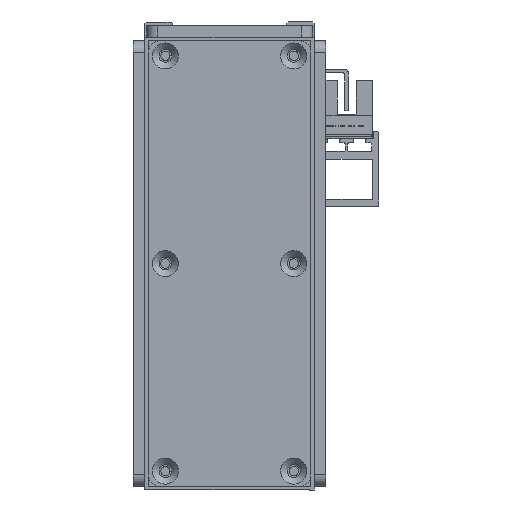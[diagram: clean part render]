
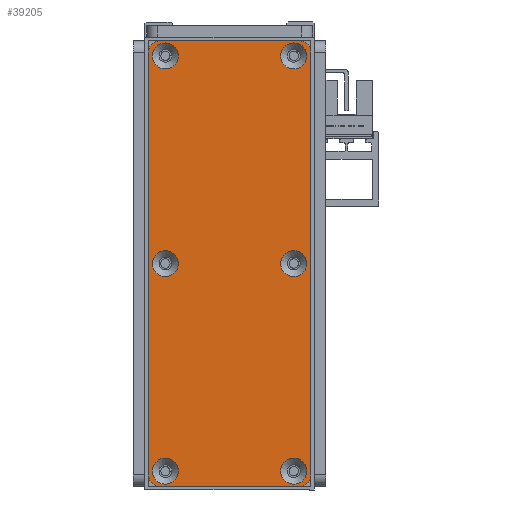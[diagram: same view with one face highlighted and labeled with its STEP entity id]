
A CAD part, front view. The second image highlights one B-rep face of the part: STEP entity #39205.
In plain terms, the highlighted face is planar.
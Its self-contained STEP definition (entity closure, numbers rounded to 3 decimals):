
#643=FACE_BOUND('',#5674,.T.);
#644=FACE_BOUND('',#5675,.T.);
#645=FACE_BOUND('',#5676,.T.);
#646=FACE_BOUND('',#5677,.T.);
#647=FACE_BOUND('',#5678,.T.);
#648=FACE_BOUND('',#5679,.T.);
#1241=PLANE('',#42320);
#3365=FACE_OUTER_BOUND('',#5673,.T.);
#5673=EDGE_LOOP('',(#31099,#31100,#31101,#31102,#31103,#31104,#31105,#31106));
#5674=EDGE_LOOP('',(#31107));
#5675=EDGE_LOOP('',(#31108));
#5676=EDGE_LOOP('',(#31109));
#5677=EDGE_LOOP('',(#31110));
#5678=EDGE_LOOP('',(#31111));
#5679=EDGE_LOOP('',(#31112));
#8472=LINE('',#60611,#13063);
#8476=LINE('',#60623,#13067);
#8480=LINE('',#60635,#13071);
#8484=LINE('',#60645,#13075);
#13063=VECTOR('',#48384,10.);
#13067=VECTOR('',#48396,10.);
#13071=VECTOR('',#48408,10.);
#13075=VECTOR('',#48420,10.);
#16891=CIRCLE('',#42274,3.45);
#16894=CIRCLE('',#42279,3.45);
#16897=CIRCLE('',#42284,3.45);
#16900=CIRCLE('',#42289,3.45);
#16903=CIRCLE('',#42294,3.45);
#16906=CIRCLE('',#42299,3.45);
#16910=CIRCLE('',#42305,3.);
#16912=CIRCLE('',#42309,3.);
#16914=CIRCLE('',#42313,3.);
#16916=CIRCLE('',#42317,3.);
#18636=VERTEX_POINT('',#60539);
#18639=VERTEX_POINT('',#60549);
#18642=VERTEX_POINT('',#60559);
#18645=VERTEX_POINT('',#60569);
#18648=VERTEX_POINT('',#60579);
#18651=VERTEX_POINT('',#60589);
#18656=VERTEX_POINT('',#60602);
#18657=VERTEX_POINT('',#60604);
#18659=VERTEX_POINT('',#60610);
#18661=VERTEX_POINT('',#60616);
#18663=VERTEX_POINT('',#60622);
#18665=VERTEX_POINT('',#60628);
#18667=VERTEX_POINT('',#60634);
#18669=VERTEX_POINT('',#60640);
#23134=EDGE_CURVE('',#18636,#18636,#16891,.T.);
#23139=EDGE_CURVE('',#18639,#18639,#16894,.T.);
#23144=EDGE_CURVE('',#18642,#18642,#16897,.T.);
#23149=EDGE_CURVE('',#18645,#18645,#16900,.T.);
#23154=EDGE_CURVE('',#18648,#18648,#16903,.T.);
#23159=EDGE_CURVE('',#18651,#18651,#16906,.T.);
#23166=EDGE_CURVE('',#18657,#18656,#16910,.T.);
#23169=EDGE_CURVE('',#18659,#18657,#8472,.T.);
#23172=EDGE_CURVE('',#18661,#18659,#16912,.T.);
#23175=EDGE_CURVE('',#18663,#18661,#8476,.T.);
#23178=EDGE_CURVE('',#18665,#18663,#16914,.T.);
#23181=EDGE_CURVE('',#18667,#18665,#8480,.T.);
#23184=EDGE_CURVE('',#18669,#18667,#16916,.T.);
#23187=EDGE_CURVE('',#18656,#18669,#8484,.T.);
#31099=ORIENTED_EDGE('',*,*,#23187,.T.);
#31100=ORIENTED_EDGE('',*,*,#23184,.T.);
#31101=ORIENTED_EDGE('',*,*,#23181,.T.);
#31102=ORIENTED_EDGE('',*,*,#23178,.T.);
#31103=ORIENTED_EDGE('',*,*,#23175,.T.);
#31104=ORIENTED_EDGE('',*,*,#23172,.T.);
#31105=ORIENTED_EDGE('',*,*,#23169,.T.);
#31106=ORIENTED_EDGE('',*,*,#23166,.T.);
#31107=ORIENTED_EDGE('',*,*,#23134,.T.);
#31108=ORIENTED_EDGE('',*,*,#23139,.T.);
#31109=ORIENTED_EDGE('',*,*,#23144,.T.);
#31110=ORIENTED_EDGE('',*,*,#23149,.T.);
#31111=ORIENTED_EDGE('',*,*,#23154,.T.);
#31112=ORIENTED_EDGE('',*,*,#23159,.T.);
#39205=ADVANCED_FACE('',(#3365,#643,#644,#645,#646,#647,#648),#1241,.T.);
#42274=AXIS2_PLACEMENT_3D('',#60540,#48303,#48304);
#42279=AXIS2_PLACEMENT_3D('',#60550,#48315,#48316);
#42284=AXIS2_PLACEMENT_3D('',#60560,#48327,#48328);
#42289=AXIS2_PLACEMENT_3D('',#60570,#48339,#48340);
#42294=AXIS2_PLACEMENT_3D('',#60580,#48351,#48352);
#42299=AXIS2_PLACEMENT_3D('',#60590,#48363,#48364);
#42305=AXIS2_PLACEMENT_3D('',#60605,#48378,#48379);
#42309=AXIS2_PLACEMENT_3D('',#60617,#48390,#48391);
#42313=AXIS2_PLACEMENT_3D('',#60629,#48402,#48403);
#42317=AXIS2_PLACEMENT_3D('',#60641,#48414,#48415);
#42320=AXIS2_PLACEMENT_3D('',#60647,#48423,#48424);
#48303=DIRECTION('center_axis',(0.,0.,-1.));
#48304=DIRECTION('ref_axis',(1.,0.,0.));
#48315=DIRECTION('center_axis',(0.,0.,-1.));
#48316=DIRECTION('ref_axis',(1.,0.,0.));
#48327=DIRECTION('center_axis',(0.,0.,-1.));
#48328=DIRECTION('ref_axis',(1.,0.,0.));
#48339=DIRECTION('center_axis',(0.,0.,-1.));
#48340=DIRECTION('ref_axis',(1.,0.,0.));
#48351=DIRECTION('center_axis',(0.,0.,-1.));
#48352=DIRECTION('ref_axis',(1.,0.,0.));
#48363=DIRECTION('center_axis',(0.,0.,-1.));
#48364=DIRECTION('ref_axis',(1.,0.,0.));
#48378=DIRECTION('center_axis',(0.,0.,1.));
#48379=DIRECTION('ref_axis',(-1.,0.,0.));
#48384=DIRECTION('',(0.,1.,0.));
#48390=DIRECTION('center_axis',(0.,0.,1.));
#48391=DIRECTION('ref_axis',(0.,1.,0.));
#48396=DIRECTION('',(1.,0.,0.));
#48402=DIRECTION('center_axis',(0.,0.,1.));
#48403=DIRECTION('ref_axis',(1.,0.,0.));
#48408=DIRECTION('',(0.,-1.,0.));
#48414=DIRECTION('center_axis',(0.,0.,1.));
#48415=DIRECTION('ref_axis',(0.,-1.,0.));
#48420=DIRECTION('',(-1.,0.,0.));
#48423=DIRECTION('center_axis',(0.,0.,1.));
#48424=DIRECTION('ref_axis',(1.,0.,0.));
#60539=CARTESIAN_POINT('',(110.55,4.5,3.));
#60540=CARTESIAN_POINT('Origin',(114.,4.5,3.));
#60549=CARTESIAN_POINT('',(55.55,38.5,3.));
#60550=CARTESIAN_POINT('Origin',(59.,38.5,3.));
#60559=CARTESIAN_POINT('',(55.55,4.5,3.));
#60560=CARTESIAN_POINT('Origin',(59.,4.5,3.));
#60569=CARTESIAN_POINT('',(0.55,38.5,3.));
#60570=CARTESIAN_POINT('Origin',(4.,38.5,3.));
#60579=CARTESIAN_POINT('',(110.55,38.5,3.));
#60580=CARTESIAN_POINT('Origin',(114.,38.5,3.));
#60589=CARTESIAN_POINT('',(0.55,4.5,3.));
#60590=CARTESIAN_POINT('Origin',(4.,4.5,3.));
#60602=CARTESIAN_POINT('',(115.,43.,3.));
#60604=CARTESIAN_POINT('',(118.,40.,3.));
#60605=CARTESIAN_POINT('Origin',(115.,40.,3.));
#60610=CARTESIAN_POINT('',(118.,3.,3.));
#60611=CARTESIAN_POINT('',(118.,40.,3.));
#60616=CARTESIAN_POINT('',(115.,0.,3.));
#60617=CARTESIAN_POINT('Origin',(115.,3.,3.));
#60622=CARTESIAN_POINT('',(3.,0.,3.));
#60623=CARTESIAN_POINT('',(115.,0.,3.));
#60628=CARTESIAN_POINT('',(0.,3.,3.));
#60629=CARTESIAN_POINT('Origin',(3.,3.,3.));
#60634=CARTESIAN_POINT('',(0.,40.,3.));
#60635=CARTESIAN_POINT('',(0.,3.,3.));
#60640=CARTESIAN_POINT('',(3.,43.,3.));
#60641=CARTESIAN_POINT('Origin',(3.,40.,3.));
#60645=CARTESIAN_POINT('',(3.,43.,3.));
#60647=CARTESIAN_POINT('Origin',(59.,21.5,3.));
